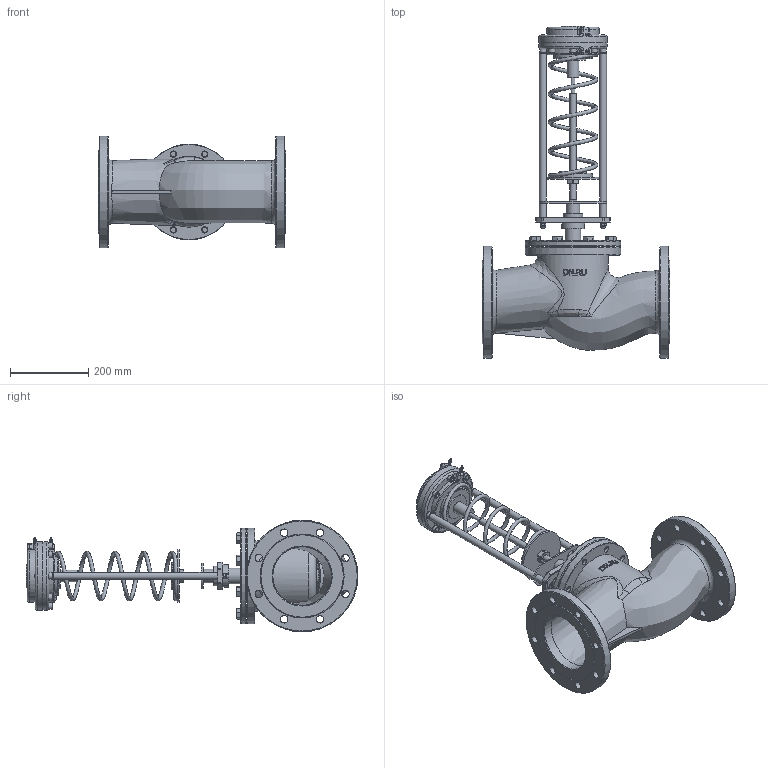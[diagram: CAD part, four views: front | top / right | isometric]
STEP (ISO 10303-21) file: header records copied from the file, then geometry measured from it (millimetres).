
FILE_DESCRIPTION(/* description */ (''),/* implementation_level */ '2;1');
FILE_NAME(/* name */ 'DN150_3D_STEP.stp',/* time_stamp */ '2024-04-25T11:20:59+03:00',/* author */ ('igorr'),/* organization */ (''),/* preprocessor_version */ 'ST-DEVELOPER v19.2',/* originating_system */ 'Autodesk Inventor 2023',/* authorisation */ '');
FILE_SCHEMA (('AUTOMOTIVE_DESIGN { 1 0 10303 214 3 1 1 }'));
Length unit declared in the file: millimetre
Products named in the file (6): Сборка; Деталь2; Деталь1; CNS 4473 - M 8; AS 1420 - 1973 - M10 x 20; AS 1110 - M16 x 30
Assembly tree (20 placements, depth 2):
  Сборка
    Деталь2
    Деталь1
    CNS 4473 - M 8  x2
    AS 1420 - 1973 - M10 x 20  x8
    AS 1110 - M16 x 30  x8
Bounding box: 480 x 850 x 286 mm (x, y, z)
Volume: 11810458.9 mm3; surface area: 1316468 mm2
Topology: 20 solids, 20 shells, 785 faces, 1859 edges, 1169 vertices
Faces by surface type: plane 348, cylinder 203, cone 114, torus 57, bspline 57, sphere 6
Full cylindrical faces by diameter (mm): 1 x2, 4 x2, 4.5 x8, 5 x2, 6.647 x2, 8.1 x10, 10 x9, 12.5 x2, 16 x34, 17.737 x2, 17.954 x2, 19 x16, 24 x8, 30 x1, 35 x1, 40 x1, 50 x1, 58.879 x1, 60 x1, 63.693 x1, 65 x1, 70 x1, 100 x2, 120 x1, 135 x1, 150 x2, 175 x2, 180 x1, 245 x2, 286 x2
Entity records: 21928 total; most frequent: CARTESIAN_POINT 9581, DIRECTION 2413, ORIENTED_EDGE 2374, EDGE_CURVE 1187, AXIS2_PLACEMENT_3D 979, VERTEX_POINT 758, EDGE_LOOP 641, CIRCLE 510
